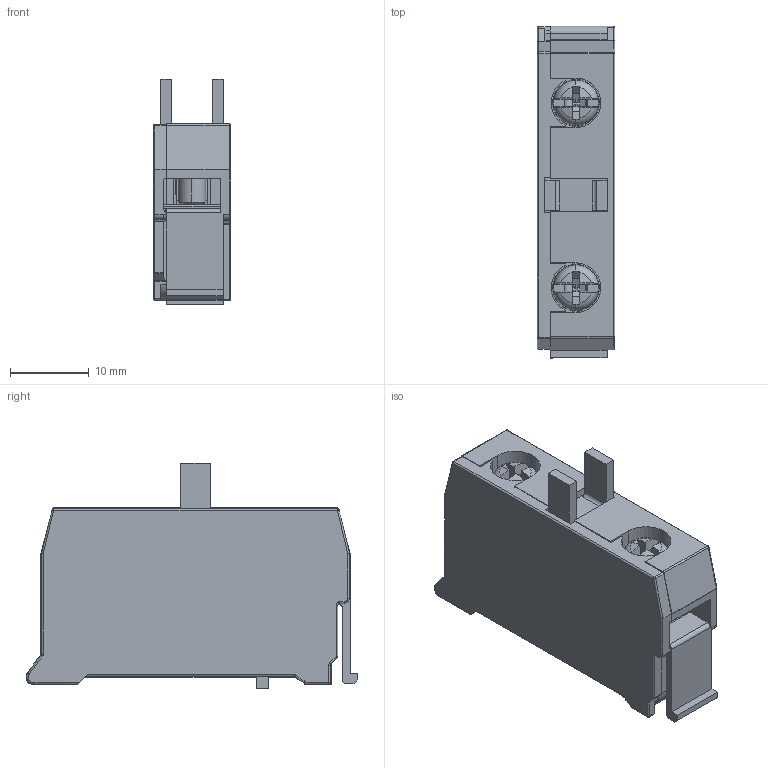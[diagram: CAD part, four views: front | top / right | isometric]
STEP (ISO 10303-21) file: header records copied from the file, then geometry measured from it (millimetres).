
FILE_DESCRIPTION(('STEP AP214'),'1');
FILE_NAME('33S01A.stp','2008-05-06T11:06:30',(' '),('Legrand SA'),'XStep 1.0','TRANSCAD',' ');
FILE_SCHEMA(('automotive_design'));
Length unit declared in the file: millimetre
Products named in the file (12): Part1|Corps principal ( *SOL2 - wsp *MASTER -  )|Solide.1 (  de JELE 13577 : issu de *SOL2 - wsp *MASTER -  ) ( Brep de *SOL2 ); Part1|Corps de pièce.2 ( *SOL3 - wsp *MASTER -  )|Solide.2 (  de JELE 22499 : issu de *SOL3 - wsp *MASTER -  ) ( Brep de *SOL3 ); Part1|Corps de pièce.3 ( *SOL4 - wsp *MASTER -  )|Solide.3 (  de JELE 29404 : issu de *SOL4 - wsp *MASTER -  ) ( Brep de *SOL4 ); Part1|Corps de pièce.4 ( *SOL5 - wsp *MASTER -  -Non Smart-  )|Solide.4 (  de JELE 30663 : issu de *SOL5 - wsp *MASTER -  ) ( Brep de *SOL5 ); Part1|Corps de pièce.5 ( *SOL6 - wsp *MASTER -  -Non Smart-  )|Solide.5 (  de JELE 30847 : issu de *SOL6 - wsp *MASTER -  ) ( Brep de *SOL6 ); Part1|Corps de pièce.6 ( *SOL7 - wsp *MASTER -  -Non Smart-  )|Assemble.1; Part1|Corps de pièce.8 ( *SOL8 - wsp *MASTER -  -Non Smart-  )|Solide.8 (  de JELE 31010 : issu de *SOL8 - wsp *MASTER -  ) ( Brep de *SOL8 ); Part1|Corps de pièce.9 ( *SOL9 - wsp *MASTER -  )|Solide.9 (  de JELE 33046 : issu de *SOL9 - wsp *MASTER -  ) ( Brep de *SOL9 ); Part1|Corps de pièce.10 ( *SOL10 - wsp *MASTER -  -Non Smart-  )|Solide.10 (  de JELE 33230 : issu de *SOL10 - wsp *MASTER -  ) ( Brep de *SOL10 ); Part1|Corps de pièce.11 ( *SOL11 - wsp *MASTER -  )|Solide.11 (  de JELE 43129 : issu de *SOL11 - wsp *MASTER -  ) ( Brep de *SOL11 ); Part1|Corps de pièce.12 ( *SOL12 - wsp *MASTER -  -Non Smart-  )|Solide.12 (  de JELE 44388 : issu de *SOL12 - wsp *MASTER -  ) ( Brep de *SOL12 )
Bounding box: 9.9 x 42.2 x 28.7 mm (x, y, z)
Volume: 5624.6 mm3; surface area: 9047.4 mm2
Topology: 12 solids, 12 shells, 1750 faces, 4908 edges, 3194 vertices
Faces by surface type: plane 1457, cylinder 184, cone 48, bspline 45, torus 8, sphere 8
Entity records: 73246 total; most frequent: CARTESIAN_POINT 14600, ORIENTED_EDGE 9798, DIRECTION 8191, EDGE_CURVE 4899, LINE 3549, VECTOR 3549, VERTEX_POINT 3194, AXIS2_PLACEMENT_3D 2321
